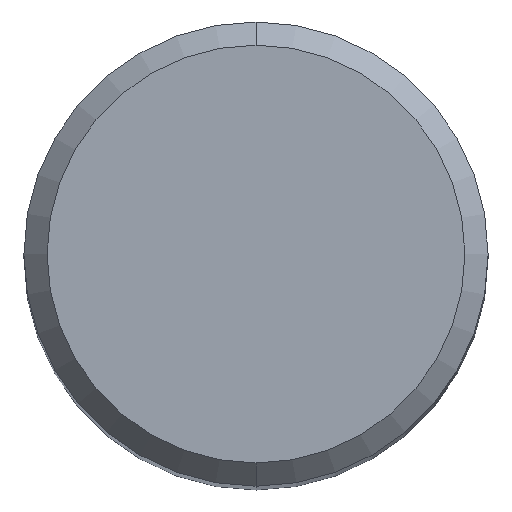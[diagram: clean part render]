
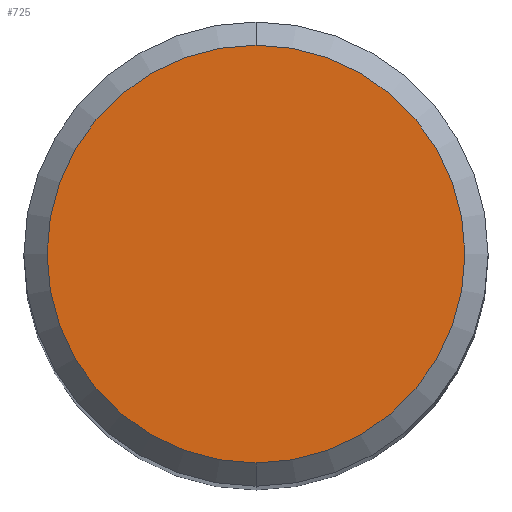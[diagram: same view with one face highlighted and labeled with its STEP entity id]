
A CAD part, top view. The second image highlights one B-rep face of the part: STEP entity #725.
In plain terms, the highlighted planar face has unit normal (0, 0, 1).
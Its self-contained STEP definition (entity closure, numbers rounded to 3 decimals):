
#395=VERTEX_POINT('',#1011);
#549=EDGE_CURVE('',#887,#395,#1180,.T.);
#725=ADVANCED_FACE('',(#1372),#1373,.T.);
#809=EDGE_CURVE('',#395,#887,#1464,.T.);
#887=VERTEX_POINT('',#1551);
#1011=CARTESIAN_POINT('',(0.0,4.5,0.0));
#1180=CIRCLE('',#2909,4.5);
#1372=FACE_OUTER_BOUND('',#4552,.T.);
#1373=PLANE('',#4553);
#1464=CIRCLE('',#5277,4.5);
#1551=CARTESIAN_POINT('',(0.,-4.5,0.0));
#2909=AXIS2_PLACEMENT_3D('',#5870,#5871,#5872);
#4552=EDGE_LOOP('',(#6081,#6082));
#4553=AXIS2_PLACEMENT_3D('',#6083,#6084,#6085);
#5277=AXIS2_PLACEMENT_3D('',#6170,#6171,#6172);
#5870=CARTESIAN_POINT('',(0.0,0.0,0.0));
#5871=DIRECTION('',(0.0,0.0,-1.0));
#5872=DIRECTION('',(0.0,1.0,0.0));
#6081=ORIENTED_EDGE('',*,*,#809,.F.);
#6082=ORIENTED_EDGE('',*,*,#549,.F.);
#6083=CARTESIAN_POINT('',(0.0,2.25,0.0));
#6084=DIRECTION('',(-0.0,0.0,1.0));
#6085=DIRECTION('',(0.0,-1.0,0.0));
#6170=CARTESIAN_POINT('',(0.0,0.0,0.0));
#6171=DIRECTION('',(0.0,0.0,-1.0));
#6172=DIRECTION('',(0.0,1.0,0.0));
